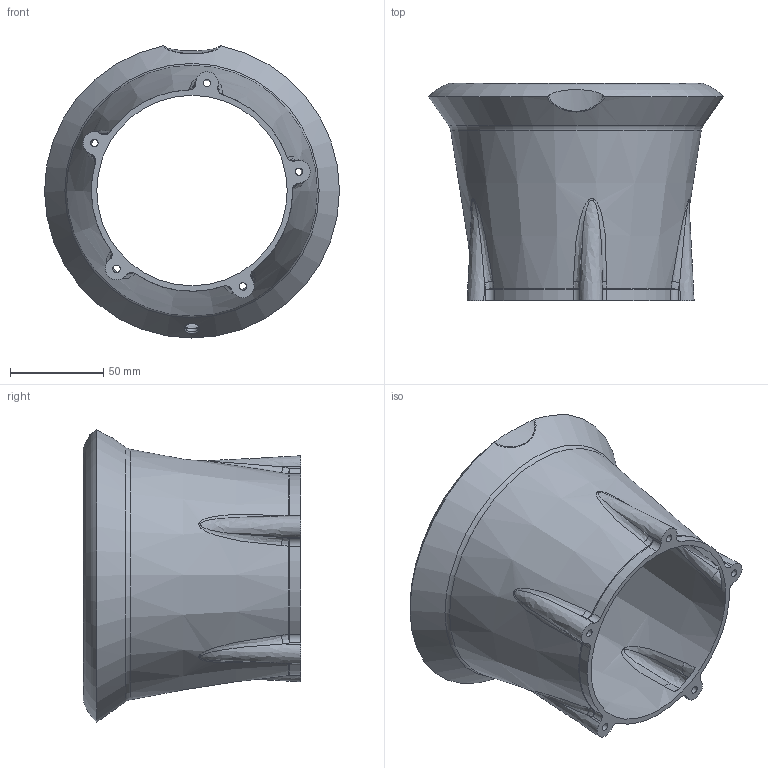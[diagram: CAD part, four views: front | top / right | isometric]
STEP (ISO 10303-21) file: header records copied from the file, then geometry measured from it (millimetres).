
FILE_DESCRIPTION(/* description */ (''),/* implementation_level */ '2;1');
FILE_NAME(/* name */ 'Housing_Inner_Outer.step',/* time_stamp */ '2023-01-09T23:02:09+05:30',/* author */ (''),/* organization */ (''),/* preprocessor_version */ 'ST-DEVELOPER v19.2',/* originating_system */ 'Autodesk Translation Framework v11.17.0.187',/* authorisation */ '');
FILE_SCHEMA (('AUTOMOTIVE_DESIGN { 1 0 10303 214 3 1 1 }'));
Length unit declared in the file: millimetre
Products named in the file (1): Housing_Inner_Outer
Bounding box: 158.02 x 116.4 x 156.51 mm (x, y, z)
Volume: 130002.9 mm3; surface area: 104672.2 mm2
Topology: 26 solids, 26 shells, 479 faces, 1144 edges, 704 vertices
Faces by surface type: plane 202, bspline 150, cylinder 90, torus 21, sphere 12, cone 4
Full cylindrical faces by diameter (mm): 3.96 x5, 135.318 x1
Entity records: 21787 total; most frequent: CARTESIAN_POINT 11376, ORIENTED_EDGE 2256, DIRECTION 1926, EDGE_CURVE 1128, AXIS2_PLACEMENT_3D 705, VERTEX_POINT 704, LINE 516, VECTOR 516
